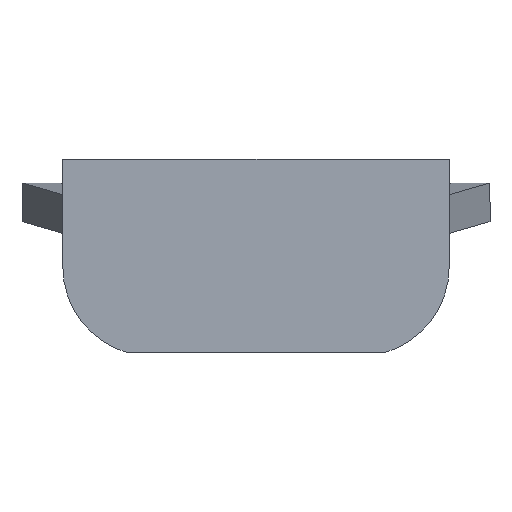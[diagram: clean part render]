
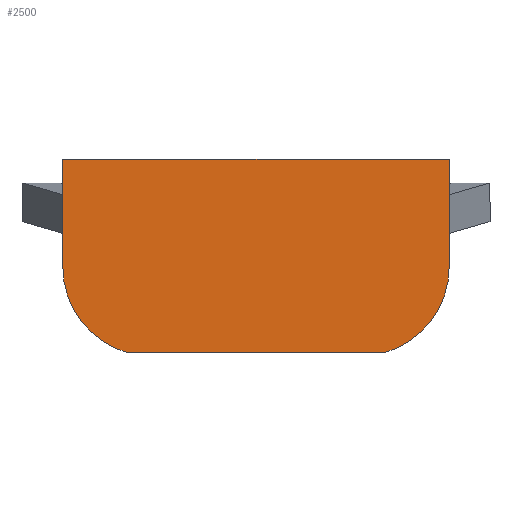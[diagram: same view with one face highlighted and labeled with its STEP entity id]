
A CAD part, front view. The second image highlights one B-rep face of the part: STEP entity #2500.
In plain terms, the highlighted planar face has unit normal (0, -1, 0).
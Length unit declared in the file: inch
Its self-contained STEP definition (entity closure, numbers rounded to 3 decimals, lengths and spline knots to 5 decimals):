
#5 = EDGE_LOOP ( 'NONE', ( #2847, #1439, #1231, #1427, #1402, #1835 ) ) ;
#39 = EDGE_CURVE ( 'NONE', #143, #2334, #1811, .T. ) ;
#99 = AXIS2_PLACEMENT_3D ( 'NONE', #435, #2120, #669 ) ;
#133 = CARTESIAN_POINT ( 'NONE',  ( 0., -0.15, 0. ) ) ;
#143 = VERTEX_POINT ( 'NONE', #133 ) ;
#219 = LINE ( 'NONE', #861, #2726 ) ;
#273 = EDGE_CURVE ( 'NONE', #2334, #1725, #2522, .T. ) ;
#435 = CARTESIAN_POINT ( 'NONE',  ( 0.04167, -0.15, -0.05 ) ) ;
#515 = EDGE_CURVE ( 'NONE', #1725, #1979, #1176, .T. ) ;
#622 = DIRECTION ( 'NONE',  ( 0., 1., 0. ) ) ;
#669 = DIRECTION ( 'NONE',  ( 0., 0., -1. ) ) ;
#674 = VECTOR ( 'NONE', #949, 39.37008 ) ;
#675 = CARTESIAN_POINT ( 'NONE',  ( 0.18, -0.15, -0.05 ) ) ;
#678 = EDGE_CURVE ( 'NONE', #1979, #1757, #2316, .T. ) ;
#683 = CARTESIAN_POINT ( 'NONE',  ( 0.03, -0.15, -0.09 ) ) ;
#728 = DIRECTION ( 'NONE',  ( 0., -1., 0. ) ) ;
#763 = AXIS2_PLACEMENT_3D ( 'NONE', #2076, #622, #2322 ) ;
#815 = CARTESIAN_POINT ( 'NONE',  ( 0., -0.15, 0. ) ) ;
#861 = CARTESIAN_POINT ( 'NONE',  ( 0., -0.15, 0. ) ) ;
#949 = DIRECTION ( 'NONE',  ( 0., 0., -1. ) ) ;
#1176 = CIRCLE ( 'NONE', #763, 0.04167 ) ;
#1231 = ORIENTED_EDGE ( 'NONE', *, *, #678, .F. ) ;
#1316 = VERTEX_POINT ( 'NONE', #2776 ) ;
#1344 = CARTESIAN_POINT ( 'NONE',  ( 0.03, -0.15, -0.09 ) ) ;
#1402 = ORIENTED_EDGE ( 'NONE', *, *, #273, .F. ) ;
#1427 = ORIENTED_EDGE ( 'NONE', *, *, #515, .F. ) ;
#1439 = ORIENTED_EDGE ( 'NONE', *, *, #2235, .F. ) ;
#1487 = PLANE ( 'NONE',  #2168 ) ;
#1489 = CARTESIAN_POINT ( 'NONE',  ( 0.15, -0.15, -0.09 ) ) ;
#1590 = DIRECTION ( 'NONE',  ( -1., 0., 0. ) ) ;
#1722 = FACE_OUTER_BOUND ( 'NONE', #5, .T. ) ;
#1725 = VERTEX_POINT ( 'NONE', #675 ) ;
#1757 = VERTEX_POINT ( 'NONE', #683 ) ;
#1811 = LINE ( 'NONE', #815, #3030 ) ;
#1835 = ORIENTED_EDGE ( 'NONE', *, *, #39, .F. ) ;
#1979 = VERTEX_POINT ( 'NONE', #1489 ) ;
#2076 = CARTESIAN_POINT ( 'NONE',  ( 0.13833, -0.15, -0.05 ) ) ;
#2120 = DIRECTION ( 'NONE',  ( 0., 1., 0. ) ) ;
#2144 = CARTESIAN_POINT ( 'NONE',  ( 0.18, -0.15, 0. ) ) ;
#2145 = CARTESIAN_POINT ( 'NONE',  ( 0.18, -0.15, 0. ) ) ;
#2168 = AXIS2_PLACEMENT_3D ( 'NONE', #2177, #728, #2428 ) ;
#2177 = CARTESIAN_POINT ( 'NONE',  ( 0.04167, -0.15, -0.05 ) ) ;
#2235 = EDGE_CURVE ( 'NONE', #1757, #1316, #2296, .T. ) ;
#2296 = CIRCLE ( 'NONE', #99, 0.04167 ) ;
#2316 = LINE ( 'NONE', #1344, #2975 ) ;
#2322 = DIRECTION ( 'NONE',  ( 0., 0., 1. ) ) ;
#2334 = VERTEX_POINT ( 'NONE', #2145 ) ;
#2428 = DIRECTION ( 'NONE',  ( 0., 0., -1. ) ) ;
#2500 = ADVANCED_FACE ( 'NONE', ( #1722 ), #1487, .T. ) ;
#2510 = DIRECTION ( 'NONE',  ( 1., 0., 0. ) ) ;
#2522 = LINE ( 'NONE', #2144, #674 ) ;
#2726 = VECTOR ( 'NONE', #2810, 39.37008 ) ;
#2776 = CARTESIAN_POINT ( 'NONE',  ( 0., -0.15, -0.05 ) ) ;
#2794 = EDGE_CURVE ( 'NONE', #1316, #143, #219, .T. ) ;
#2810 = DIRECTION ( 'NONE',  ( 0., 0., 1. ) ) ;
#2847 = ORIENTED_EDGE ( 'NONE', *, *, #2794, .F. ) ;
#2975 = VECTOR ( 'NONE', #1590, 39.37008 ) ;
#3030 = VECTOR ( 'NONE', #2510, 39.37008 ) ;
